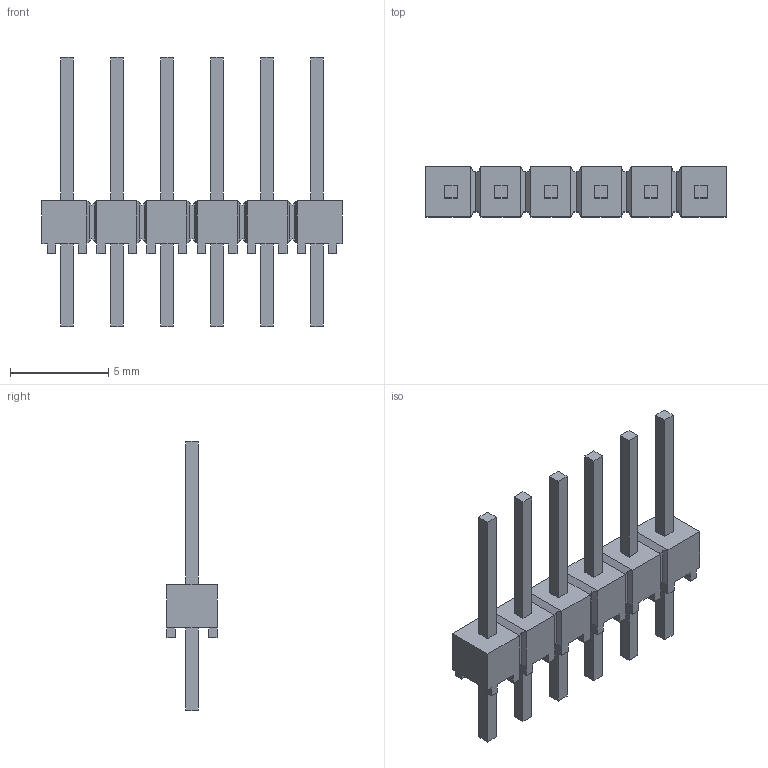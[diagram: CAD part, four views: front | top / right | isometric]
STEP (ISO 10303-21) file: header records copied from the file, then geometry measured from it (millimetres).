
FILE_DESCRIPTION(('FreeCAD Model'),'2;1');
FILE_NAME('Fusion001.step', '2017-01-16T16:36:01',('kicad StepUp'),('ksu MCAD'), 'Open CASCADE STEP processor 6.8','FreeCAD','Unknown');
FILE_SCHEMA(('AUTOMOTIVE_DESIGN_CC2 { 1 2 10303 214 -1 1 5 4 }'));
Length unit declared in the file: millimetre
Products named in the file (1): Fusion001
Bounding box: 15.24 x 2.54 x 13.66 mm (x, y, z)
Volume: 112.9 mm3; surface area: 360.2 mm2
Topology: 1 solids, 1 shells, 232 faces, 826 edges, 608 vertices
Faces by surface type: plane 232
Entity records: 10523 total; most frequent: CARTESIAN_POINT 1667, ORIENTED_EDGE 1652, DIRECTION 1292, EDGE_CURVE 826, LINE 826, VECTOR 826, VERTEX_POINT 608, FACE_BOUND 244
